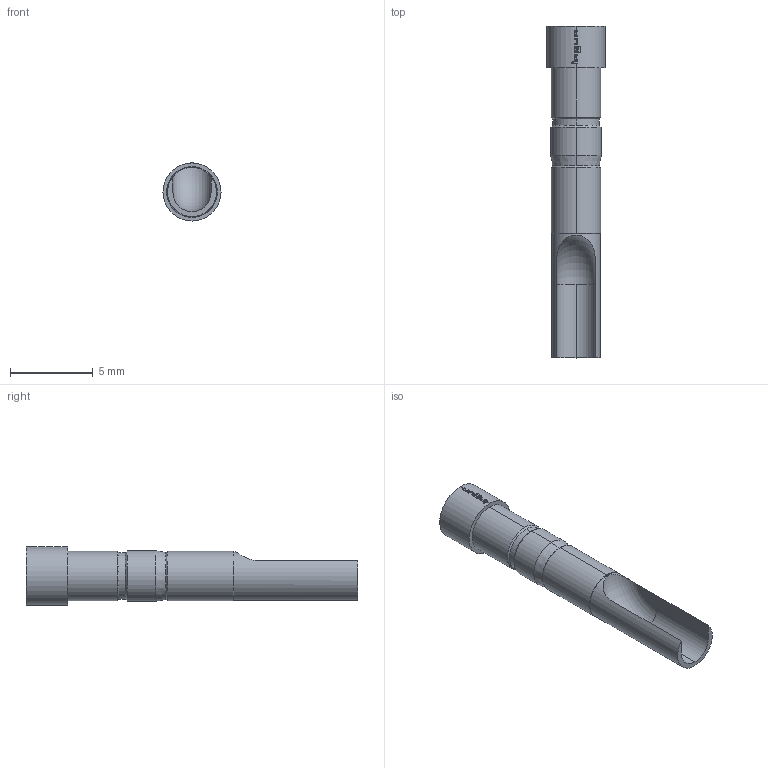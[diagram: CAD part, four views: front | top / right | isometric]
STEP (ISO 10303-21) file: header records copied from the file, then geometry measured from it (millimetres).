
FILE_DESCRIPTION (( 'STEP AP203' ), '1' );
FILE_NAME ('INGUN_KT-120_L3_E02-30.STEP', '2021-10-18T11:34:27', ( 'ochi' ), ( '' ), 'SwSTEP 2.0', 'SolidWorks 2018', '' );
FILE_SCHEMA (( 'CONFIG_CONTROL_DESIGN' ));
Length unit declared in the file: millimetre
Products named in the file (1): INGUN_KT-120_L3_E02-30
Bounding box: 3.5 x 20 x 3.5 mm (x, y, z)
Volume: 107.1 mm3; surface area: 235.3 mm2
Topology: 1 solids, 1 shells, 118 faces, 319 edges, 205 vertices
Faces by surface type: plane 46, cylinder 35, bspline 22, cone 14, torus 1
Entity records: 3966 total; most frequent: CARTESIAN_POINT 1067, ORIENTED_EDGE 634, DIRECTION 539, EDGE_CURVE 317, AXIS2_PLACEMENT_3D 213, VERTEX_POINT 205, EDGE_LOOP 122, ADVANCED_FACE 118
